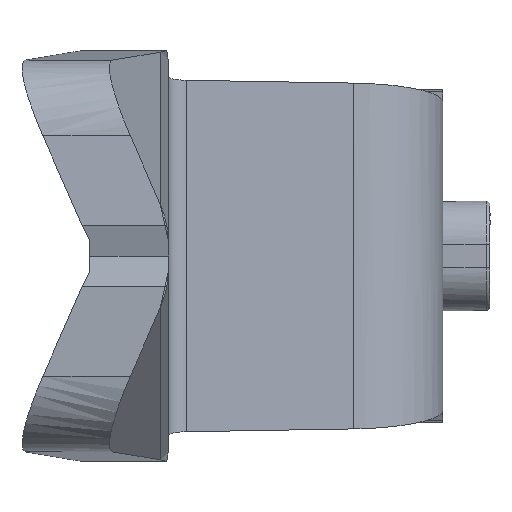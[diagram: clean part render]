
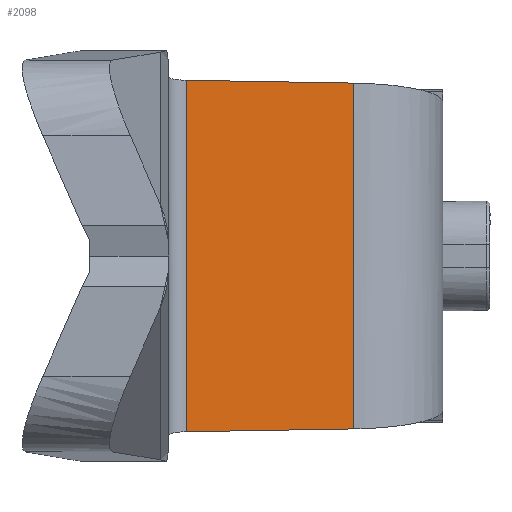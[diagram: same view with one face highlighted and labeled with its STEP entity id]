
A CAD part, left-side view. The second image highlights one B-rep face of the part: STEP entity #2098.
In plain terms, the highlighted free-form (B-spline) face has degree [1, 1] with [2, 2] control points.
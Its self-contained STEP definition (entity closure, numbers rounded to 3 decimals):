
#58=CARTESIAN_POINT('',(-18.437,-13.436,8.815));
#59=VERTEX_POINT('',#58);
#75=CARTESIAN_POINT('',(-18.437,-13.436,-8.815));
#76=VERTEX_POINT('',#75);
#77=CARTESIAN_POINT('',(-18.437,-13.436,-8.815));
#78=CARTESIAN_POINT('',(-18.437,-13.436,8.815));
#79=QUASI_UNIFORM_CURVE('',1,(#77,#78),.UNSPECIFIED.,.F.,.U.);
#80=EDGE_CURVE('',#76,#59,#79,.T.);
#182=CARTESIAN_POINT('',(-19.183,-4.913,8.958));
#183=VERTEX_POINT('',#182);
#204=CARTESIAN_POINT('',(-19.183,-4.913,-8.958));
#205=VERTEX_POINT('',#204);
#219=CARTESIAN_POINT('',(-19.183,-4.913,8.958));
#220=CARTESIAN_POINT('',(-19.183,-4.913,-8.958));
#221=QUASI_UNIFORM_CURVE('',1,(#219,#220),.UNSPECIFIED.,.F.,.U.);
#222=EDGE_CURVE('',#183,#205,#221,.T.);
#1978=CARTESIAN_POINT('',(-19.183,-4.913,-8.958));
#1979=CARTESIAN_POINT('',(-18.437,-13.436,-8.815));
#1980=QUASI_UNIFORM_CURVE('',1,(#1978,#1979),.UNSPECIFIED.,.F.,.U.);
#1981=EDGE_CURVE('',#205,#76,#1980,.T.);
#2026=CARTESIAN_POINT('',(-18.437,-13.436,8.815));
#2027=CARTESIAN_POINT('',(-19.183,-4.913,8.958));
#2028=QUASI_UNIFORM_CURVE('',1,(#2026,#2027),.UNSPECIFIED.,.F.,.U.);
#2029=EDGE_CURVE('',#59,#183,#2028,.T.);
#2087=CARTESIAN_POINT('',(-19.22,-4.487,-9.853));
#2088=CARTESIAN_POINT('',(-18.4,-13.861,-9.853));
#2089=CARTESIAN_POINT('',(-19.22,-4.487,9.853));
#2090=CARTESIAN_POINT('',(-18.4,-13.861,9.853));
#2091=B_SPLINE_SURFACE_WITH_KNOTS('',1,1,((#2087,#2089),(#2088,#2090)),.UNSPECIFIED.,.F.,.F.,.U.,(2,2),(2,2),(0.0,9.41),(0.0,19.706),.UNSPECIFIED.);
#2092=ORIENTED_EDGE('',*,*,#1981,.T.);
#2093=ORIENTED_EDGE('',*,*,#80,.T.);
#2094=ORIENTED_EDGE('',*,*,#2029,.T.);
#2095=ORIENTED_EDGE('',*,*,#222,.T.);
#2096=EDGE_LOOP('',(#2092,#2093,#2094,#2095));
#2097=FACE_OUTER_BOUND('',#2096,.T.);
#2098=ADVANCED_FACE('',(#2097),#2091,.T.);
